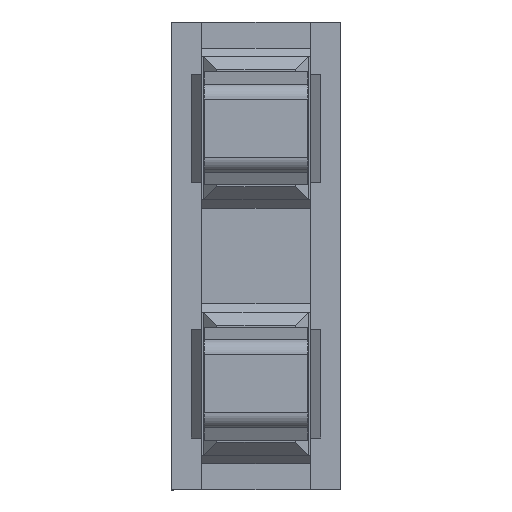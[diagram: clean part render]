
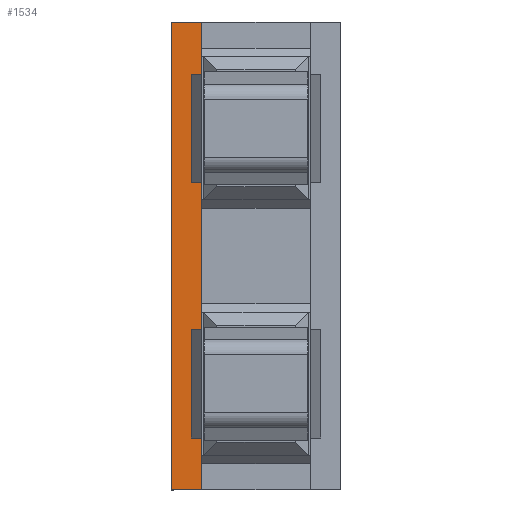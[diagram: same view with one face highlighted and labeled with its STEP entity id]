
A CAD part, front view. The second image highlights one B-rep face of the part: STEP entity #1534.
In plain terms, the highlighted planar face has unit normal (0, -1, 0).
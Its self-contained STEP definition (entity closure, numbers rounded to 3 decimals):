
#6 = VECTOR ( 'NONE', #2550, 1000. ) ;
#24 = VECTOR ( 'NONE', #2664, 1000. ) ;
#48 = VECTOR ( 'NONE', #2598, 1000. ) ;
#160 = AXIS2_PLACEMENT_3D ( 'NONE', #2039, #2040, #2003 ) ;
#398 = VECTOR ( 'NONE', #2551, 1000. ) ;
#740 = ORIENTED_EDGE ( 'NONE', *, *, #1381, .F. ) ;
#774 = ORIENTED_EDGE ( 'NONE', *, *, #1366, .F. ) ;
#849 = ORIENTED_EDGE ( 'NONE', *, *, #1391, .F. ) ;
#850 = ORIENTED_EDGE ( 'NONE', *, *, #1359, .T. ) ;
#878 = EDGE_LOOP ( 'NONE', ( #774, #849, #850, #740 ) ) ;
#1274 = VERTEX_POINT ( 'NONE', #2320 ) ;
#1289 = VERTEX_POINT ( 'NONE', #2337 ) ;
#1290 = VERTEX_POINT ( 'NONE', #2300 ) ;
#1291 = VERTEX_POINT ( 'NONE', #2326 ) ;
#1359 = EDGE_CURVE ( 'NONE', #1290, #1274, #2523, .T. ) ;
#1366 = EDGE_CURVE ( 'NONE', #1289, #1291, #2580, .T. ) ;
#1381 = EDGE_CURVE ( 'NONE', #1291, #1274, #2607, .T. ) ;
#1391 = EDGE_CURVE ( 'NONE', #1290, #1289, #2615, .T. ) ;
#1534 = ADVANCED_FACE ( 'NONE', ( #2002 ), #2020, .F. ) ;
#2002 = FACE_OUTER_BOUND ( 'NONE', #878, .T. ) ;
#2003 = DIRECTION ( 'NONE',  ( 0., 0., 1. ) ) ;
#2020 = PLANE ( 'NONE',  #160 ) ;
#2039 = CARTESIAN_POINT ( 'NONE',  ( 1456.168, 1008.543, -100.116 ) ) ;
#2040 = DIRECTION ( 'NONE',  ( 0., 1., 0. ) ) ;
#2300 = CARTESIAN_POINT ( 'NONE',  ( 1456.769, 1008.543, -87.85 ) ) ;
#2320 = CARTESIAN_POINT ( 'NONE',  ( 1456.769, 1008.543, -77.05 ) ) ;
#2326 = CARTESIAN_POINT ( 'NONE',  ( 1456.068, 1008.543, -77.05 ) ) ;
#2337 = CARTESIAN_POINT ( 'NONE',  ( 1456.068, 1008.543, -87.85 ) ) ;
#2523 = LINE ( 'NONE', #2547, #398 ) ;
#2547 = CARTESIAN_POINT ( 'NONE',  ( 1456.769, 1008.543, -100.116 ) ) ;
#2550 = DIRECTION ( 'NONE',  ( 0., 0., 1. ) ) ;
#2551 = DIRECTION ( 'NONE',  ( 0., 0., 1. ) ) ;
#2554 = CARTESIAN_POINT ( 'NONE',  ( 1456.068, 1008.543, -100.116 ) ) ;
#2580 = LINE ( 'NONE', #2554, #6 ) ;
#2591 = CARTESIAN_POINT ( 'NONE',  ( 1456.168, 1008.543, -87.85 ) ) ;
#2598 = DIRECTION ( 'NONE',  ( 1., 0., 0. ) ) ;
#2607 = LINE ( 'NONE', #2608, #48 ) ;
#2608 = CARTESIAN_POINT ( 'NONE',  ( 1456.168, 1008.543, -77.05 ) ) ;
#2615 = LINE ( 'NONE', #2591, #24 ) ;
#2664 = DIRECTION ( 'NONE',  ( -1., 0., 0. ) ) ;
